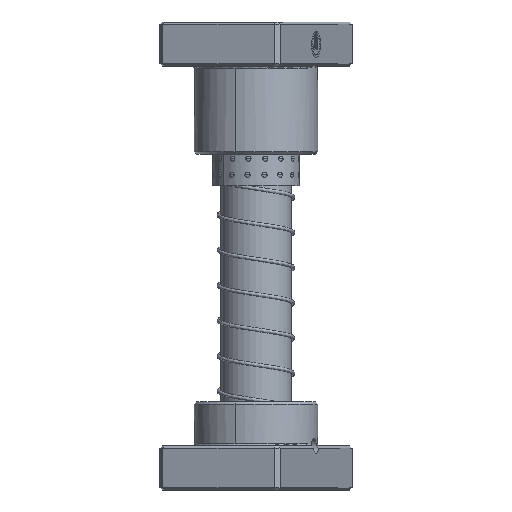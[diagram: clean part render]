
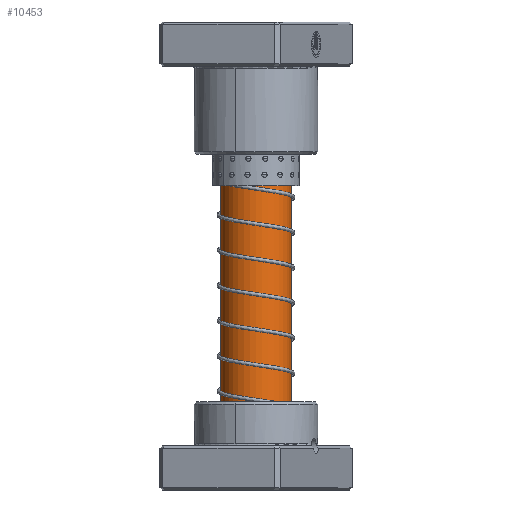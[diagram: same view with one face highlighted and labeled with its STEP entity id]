
A CAD part, front view. The second image highlights one B-rep face of the part: STEP entity #10453.
In plain terms, the highlighted cylindrical face has radius 16 mm (diameter 32 mm), a partial arc.
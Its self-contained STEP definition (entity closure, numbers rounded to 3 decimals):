
#213 = ORIENTED_EDGE ( 'NONE', *, *, #33117, .T. ) ;
#414 = VERTEX_POINT ( 'NONE', #25296 ) ;
#1454 = VERTEX_POINT ( 'NONE', #13104 ) ;
#2909 = CARTESIAN_POINT ( 'NONE',  ( 0., 0., 167.5 ) ) ;
#5533 = CARTESIAN_POINT ( 'NONE',  ( 0., 0., 170. ) ) ;
#6014 = CIRCLE ( 'NONE', #25120, 16. ) ;
#6400 = DIRECTION ( 'NONE',  ( 1., 0., 0. ) ) ;
#6532 = VECTOR ( 'NONE', #18820, 1000. ) ;
#7178 = VECTOR ( 'NONE', #19428, 1000. ) ;
#10453 = ADVANCED_FACE ( 'NONE', ( #24821 ), #32842, .T. ) ;
#12725 = CARTESIAN_POINT ( 'NONE',  ( -16., 0., 167.5 ) ) ;
#13025 = EDGE_CURVE ( 'NONE', #32015, #1454, #24766, .T. ) ;
#13104 = CARTESIAN_POINT ( 'NONE',  ( -16., 0., 24. ) ) ;
#14244 = AXIS2_PLACEMENT_3D ( 'NONE', #2909, #26947, #6400 ) ;
#15978 = CARTESIAN_POINT ( 'NONE',  ( 16., 0., 170. ) ) ;
#16180 = CIRCLE ( 'NONE', #14244, 16. ) ;
#17600 = ORIENTED_EDGE ( 'NONE', *, *, #40823, .F. ) ;
#18820 = DIRECTION ( 'NONE',  ( 0., 0., -1. ) ) ;
#19326 = CARTESIAN_POINT ( 'NONE',  ( 0., 0., 24. ) ) ;
#19428 = DIRECTION ( 'NONE',  ( 0., 0., -1. ) ) ;
#21541 = CARTESIAN_POINT ( 'NONE',  ( -16., 0., 170. ) ) ;
#22784 = DIRECTION ( 'NONE',  ( -1., 0., 0. ) ) ;
#24766 = LINE ( 'NONE', #21541, #6532 ) ;
#24821 = FACE_OUTER_BOUND ( 'NONE', #41277, .T. ) ;
#25120 = AXIS2_PLACEMENT_3D ( 'NONE', #19326, #43273, #22784 ) ;
#25279 = EDGE_CURVE ( 'NONE', #414, #40870, #25398, .T. ) ;
#25296 = CARTESIAN_POINT ( 'NONE',  ( 16., 0., 167.5 ) ) ;
#25398 = LINE ( 'NONE', #15978, #7178 ) ;
#26077 = DIRECTION ( 'NONE',  ( -1., 0., 0. ) ) ;
#26947 = DIRECTION ( 'NONE',  ( 0., 0., -1. ) ) ;
#27165 = AXIS2_PLACEMENT_3D ( 'NONE', #5533, #39561, #26077 ) ;
#32015 = VERTEX_POINT ( 'NONE', #12725 ) ;
#32842 = CYLINDRICAL_SURFACE ( 'NONE', #27165, 16. ) ;
#33117 = EDGE_CURVE ( 'NONE', #414, #32015, #16180, .T. ) ;
#35934 = ORIENTED_EDGE ( 'NONE', *, *, #25279, .F. ) ;
#39561 = DIRECTION ( 'NONE',  ( 0., 0., -1. ) ) ;
#40823 = EDGE_CURVE ( 'NONE', #40870, #1454, #6014, .T. ) ;
#40870 = VERTEX_POINT ( 'NONE', #43718 ) ;
#41277 = EDGE_LOOP ( 'NONE', ( #35934, #213, #44248, #17600 ) ) ;
#43273 = DIRECTION ( 'NONE',  ( 0., 0., -1. ) ) ;
#43718 = CARTESIAN_POINT ( 'NONE',  ( 16., 0., 24. ) ) ;
#44248 = ORIENTED_EDGE ( 'NONE', *, *, #13025, .T. ) ;
